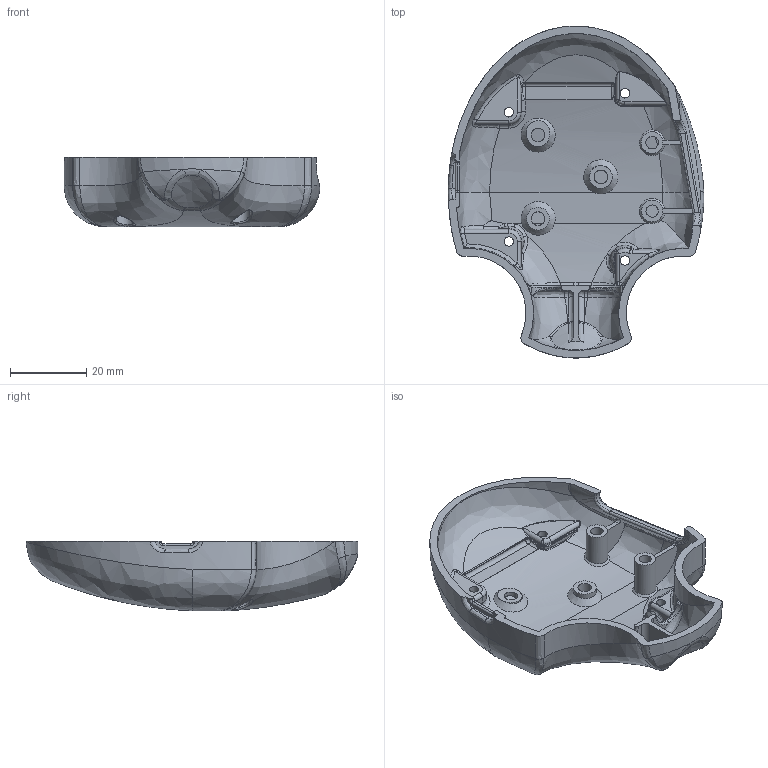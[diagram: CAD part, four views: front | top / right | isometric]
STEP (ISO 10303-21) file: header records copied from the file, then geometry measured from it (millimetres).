
FILE_DESCRIPTION(/* description */ (''),/* implementation_level */ '2;1');
FILE_NAME(/* name */ 'PuckPuckBruce-rev8-bottom-Lefty.stp',/* time_stamp */ '2021-04-02T11:21:41-07:00',/* author */ ('andre'),/* organization */ (''),/* preprocessor_version */ 'ST-DEVELOPER v17',/* originating_system */ 'Autodesk Inventor 2019',/* authorisation */ '');
FILE_SCHEMA (('AUTOMOTIVE_DESIGN { 1 0 10303 214 3 1 1 }'));
Length unit declared in the file: millimetre
Products named in the file (1): PuckPuckBruce-rev7-bottom-Lefty
Bounding box: 67.28 x 87.35 x 18.32 mm (x, y, z)
Volume: 14289.7 mm3; surface area: 14818 mm2
Topology: 1 solids, 1 shells, 391 faces, 978 edges, 592 vertices
Faces by surface type: bspline 211, cylinder 88, plane 56, torus 19, sphere 14, cone 3
Full cylindrical faces by diameter (mm): 2.5 x4, 3.23 x1, 3.3 x1, 3.58 x3, 4.6 x4, 5.63 x1, 5.7 x1, 5.98 x2
Entity records: 19198 total; most frequent: CARTESIAN_POINT 11250, ORIENTED_EDGE 1952, DIRECTION 1124, EDGE_CURVE 976, VERTEX_POINT 595, B_SPLINE_CURVE_WITH_KNOTS 514, AXIS2_PLACEMENT_3D 481, EDGE_LOOP 407
